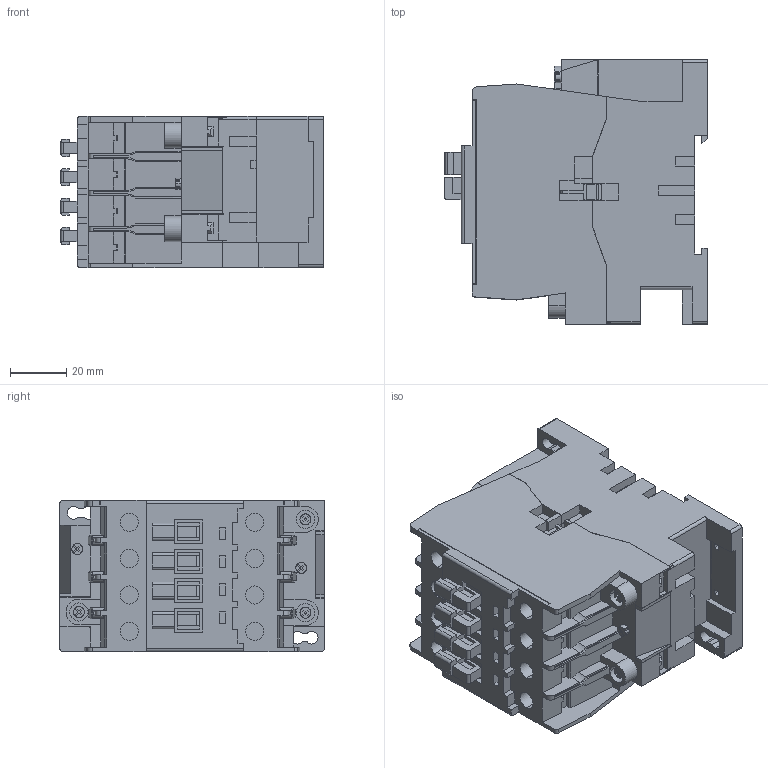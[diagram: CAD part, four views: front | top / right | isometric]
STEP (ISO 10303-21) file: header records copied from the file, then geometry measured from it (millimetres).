
FILE_DESCRIPTION (( 'STEP AP203' ), '1' );
FILE_NAME ('BA30-30-10-81.STEP', '2016-01-23T06:04:11', ( '' ), ( '' ), 'SwSTEP 2.0', 'SolidWorks 2013', '' );
FILE_SCHEMA (( 'CONFIG_CONTROL_DESIGN' ));
Length unit declared in the file: millimetre
Products named in the file (1): BA30-30-10-81
Bounding box: 93.8 x 94.4 x 53.95 mm (x, y, z)
Volume: 331350.3 mm3; surface area: 61076.5 mm2
Topology: 1 solids, 1 shells, 994 faces, 2821 edges, 1856 vertices
Faces by surface type: plane 798, cylinder 196
Entity records: 32027 total; most frequent: CARTESIAN_POINT 5678, ORIENTED_EDGE 5642, DIRECTION 5238, EDGE_CURVE 2821, VECTOR 2390, LINE 2390, VERTEX_POINT 1856, AXIS2_PLACEMENT_3D 1424
